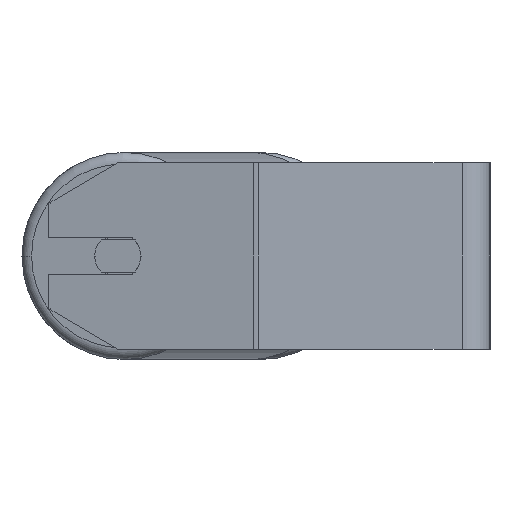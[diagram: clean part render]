
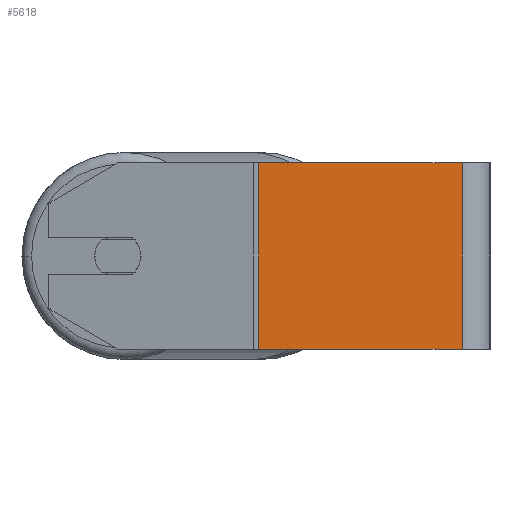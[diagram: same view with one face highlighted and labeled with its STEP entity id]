
A CAD part, left-side view. The second image highlights one B-rep face of the part: STEP entity #5618.
In plain terms, the highlighted planar face has unit normal (-1, 0, 0).
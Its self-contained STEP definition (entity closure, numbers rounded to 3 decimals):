
#243 = LINE ( 'NONE', #7631, #4653 ) ;
#371 = CARTESIAN_POINT ( 'NONE',  ( -525., 100.474, -40. ) ) ;
#596 = LINE ( 'NONE', #8607, #3790 ) ;
#864 = DIRECTION ( 'NONE',  ( 0., 0., -1. ) ) ;
#1224 = VERTEX_POINT ( 'NONE', #4160 ) ;
#1385 = LINE ( 'NONE', #4756, #3079 ) ;
#1616 = ORIENTED_EDGE ( 'NONE', *, *, #1939, .F. ) ;
#1939 = EDGE_CURVE ( 'NONE', #1224, #7103, #596, .T. ) ;
#2026 = EDGE_CURVE ( 'NONE', #5858, #1224, #1385, .T. ) ;
#2032 = CARTESIAN_POINT ( 'NONE',  ( -525., 100.474, 40. ) ) ;
#2257 = VERTEX_POINT ( 'NONE', #5759 ) ;
#2638 = DIRECTION ( 'NONE',  ( 0., 0., -1. ) ) ;
#2800 = EDGE_CURVE ( 'NONE', #5858, #2257, #243, .T. ) ;
#3074 = EDGE_LOOP ( 'NONE', ( #8065, #1616, #6130, #7129 ) ) ;
#3079 = VECTOR ( 'NONE', #4183, 1000. ) ;
#3624 = CARTESIAN_POINT ( 'NONE',  ( -525., 99.424, 40. ) ) ;
#3634 = CARTESIAN_POINT ( 'NONE',  ( -525., 12., -40. ) ) ;
#3790 = VECTOR ( 'NONE', #2638, 1000. ) ;
#4160 = CARTESIAN_POINT ( 'NONE',  ( -525., 12., 40. ) ) ;
#4183 = DIRECTION ( 'NONE',  ( 0., -1., 0. ) ) ;
#4495 = DIRECTION ( 'NONE',  ( 0., -1., 0. ) ) ;
#4653 = VECTOR ( 'NONE', #864, 1000. ) ;
#4689 = EDGE_CURVE ( 'NONE', #2257, #7103, #6533, .T. ) ;
#4695 = FACE_OUTER_BOUND ( 'NONE', #3074, .T. ) ;
#4756 = CARTESIAN_POINT ( 'NONE',  ( -525., 100.474, 40. ) ) ;
#4956 = VECTOR ( 'NONE', #4495, 1000. ) ;
#5618 = ADVANCED_FACE ( 'NONE', ( #4695 ), #6553, .F. ) ;
#5759 = CARTESIAN_POINT ( 'NONE',  ( -525., 99.424, -40. ) ) ;
#5858 = VERTEX_POINT ( 'NONE', #3624 ) ;
#5885 = DIRECTION ( 'NONE',  ( 1., 0., 0. ) ) ;
#5927 = DIRECTION ( 'NONE',  ( 0., 1., 0. ) ) ;
#6130 = ORIENTED_EDGE ( 'NONE', *, *, #2026, .F. ) ;
#6533 = LINE ( 'NONE', #371, #4956 ) ;
#6553 = PLANE ( 'NONE',  #6646 ) ;
#6646 = AXIS2_PLACEMENT_3D ( 'NONE', #2032, #5885, #5927 ) ;
#7103 = VERTEX_POINT ( 'NONE', #3634 ) ;
#7129 = ORIENTED_EDGE ( 'NONE', *, *, #2800, .T. ) ;
#7631 = CARTESIAN_POINT ( 'NONE',  ( -525., 99.424, 40. ) ) ;
#8065 = ORIENTED_EDGE ( 'NONE', *, *, #4689, .T. ) ;
#8607 = CARTESIAN_POINT ( 'NONE',  ( -525., 12., 40. ) ) ;
